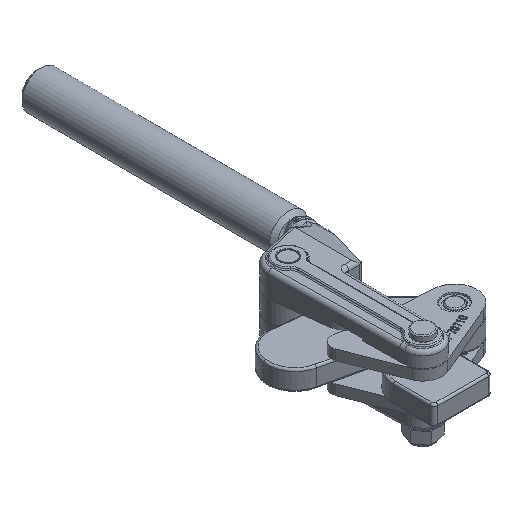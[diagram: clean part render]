
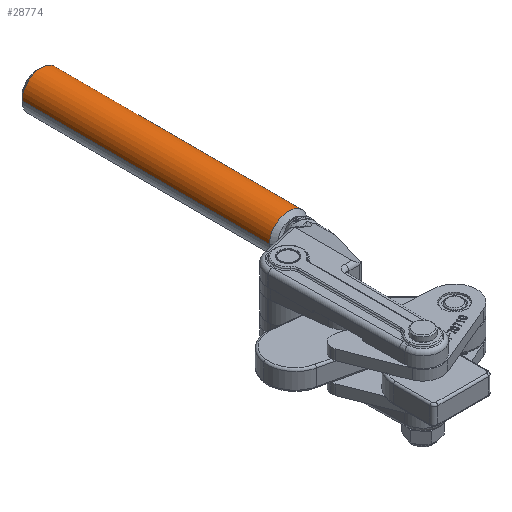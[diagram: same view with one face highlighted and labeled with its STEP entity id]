
A CAD part, isometric view. The second image highlights one B-rep face of the part: STEP entity #28774.
In plain terms, the highlighted cylindrical face has radius 9.5 mm (diameter 19 mm), a partial arc.
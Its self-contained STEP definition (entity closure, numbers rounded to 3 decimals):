
#28760 = EDGE_CURVE ( 'NONE', #28811, #28808, #32396, .T. ) ;
#28774 = ADVANCED_FACE ( 'NONE', ( #32516 ), #32497, .T. ) ;
#28777 = EDGE_LOOP ( 'NONE', ( #28779, #28875, #28877, #28879, #28886 ) ) ;
#28779 = ORIENTED_EDGE ( 'NONE', *, *, #28782, .T. ) ;
#28782 = EDGE_CURVE ( 'NONE', #28784, #28785, #32498, .T. ) ;
#28784 = VERTEX_POINT ( 'NONE', #32478 ) ;
#28785 = VERTEX_POINT ( 'NONE', #32476 ) ;
#28808 = VERTEX_POINT ( 'NONE', #32579 ) ;
#28811 = VERTEX_POINT ( 'NONE', #32576 ) ;
#28875 = ORIENTED_EDGE ( 'NONE', *, *, #28876, .T. ) ;
#28876 = EDGE_CURVE ( 'NONE', #28785, #28811, #32705, .T. ) ;
#28877 = ORIENTED_EDGE ( 'NONE', *, *, #28760, .T. ) ;
#28879 = ORIENTED_EDGE ( 'NONE', *, *, #28882, .T. ) ;
#28882 = EDGE_CURVE ( 'NONE', #28808, #28884, #32692, .T. ) ;
#28884 = VERTEX_POINT ( 'NONE', #32831 ) ;
#28886 = ORIENTED_EDGE ( 'NONE', *, *, #28887, .F. ) ;
#28887 = EDGE_CURVE ( 'NONE', #28784, #28884, #32825, .T. ) ;
#32389 = DIRECTION ( 'NONE',  ( 0., 0., -1. ) ) ;
#32391 = DIRECTION ( 'NONE',  ( 0., -1., 0. ) ) ;
#32393 = CARTESIAN_POINT ( 'NONE',  ( 28.355, 218.256, 0. ) ) ;
#32394 = AXIS2_PLACEMENT_3D ( 'NONE', #32393, #32391, #32389 ) ;
#32396 = CIRCLE ( 'NONE', #32394, 9.5 ) ;
#32476 = CARTESIAN_POINT ( 'NONE',  ( 37.855, 95.256, 0. ) ) ;
#32478 = CARTESIAN_POINT ( 'NONE',  ( 18.855, 95.256, 0. ) ) ;
#32480 = DIRECTION ( 'NONE',  ( -1., 0., 0. ) ) ;
#32482 = DIRECTION ( 'NONE',  ( 0., 1., 0. ) ) ;
#32484 = CARTESIAN_POINT ( 'NONE',  ( 28.355, 95.256, 0. ) ) ;
#32486 = AXIS2_PLACEMENT_3D ( 'NONE', #32484, #32482, #32480 ) ;
#32491 = DIRECTION ( 'NONE',  ( -1., 0., 0. ) ) ;
#32493 = DIRECTION ( 'NONE',  ( 0., 1., 0. ) ) ;
#32495 = AXIS2_PLACEMENT_3D ( 'NONE', #32504, #32493, #32491 ) ;
#32497 = CYLINDRICAL_SURFACE ( 'NONE', #32495, 9.5 ) ;
#32498 = CIRCLE ( 'NONE', #32486, 9.5 ) ;
#32504 = CARTESIAN_POINT ( 'NONE',  ( 28.355, 102.222, 0. ) ) ;
#32516 = FACE_OUTER_BOUND ( 'NONE', #28777, .T. ) ;
#32576 = CARTESIAN_POINT ( 'NONE',  ( 37.855, 218.256, 0. ) ) ;
#32579 = CARTESIAN_POINT ( 'NONE',  ( 28.355, 218.256, 9.5 ) ) ;
#32686 = DIRECTION ( 'NONE',  ( 0., 0., -1. ) ) ;
#32687 = DIRECTION ( 'NONE',  ( 0., -1., 0. ) ) ;
#32689 = CARTESIAN_POINT ( 'NONE',  ( 28.355, 218.256, 0. ) ) ;
#32690 = AXIS2_PLACEMENT_3D ( 'NONE', #32689, #32687, #32686 ) ;
#32692 = CIRCLE ( 'NONE', #32690, 9.5 ) ;
#32699 = DIRECTION ( 'NONE',  ( 0., 1., 0. ) ) ;
#32700 = VECTOR ( 'NONE', #32699, 1000. ) ;
#32702 = CARTESIAN_POINT ( 'NONE',  ( 37.855, 102.222, 0. ) ) ;
#32705 = LINE ( 'NONE', #32702, #32700 ) ;
#32820 = DIRECTION ( 'NONE',  ( 0., 1., 0. ) ) ;
#32822 = VECTOR ( 'NONE', #32820, 1000. ) ;
#32823 = CARTESIAN_POINT ( 'NONE',  ( 18.855, 102.222, 0. ) ) ;
#32825 = LINE ( 'NONE', #32823, #32822 ) ;
#32831 = CARTESIAN_POINT ( 'NONE',  ( 18.855, 218.256, 0. ) ) ;
